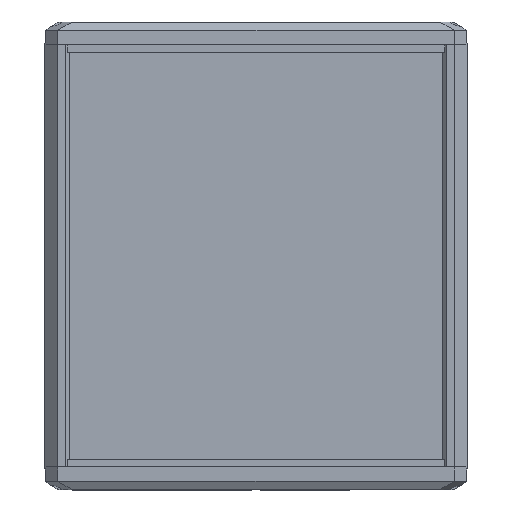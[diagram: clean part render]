
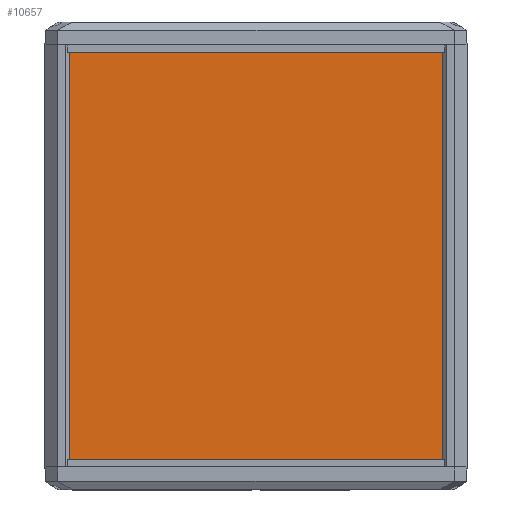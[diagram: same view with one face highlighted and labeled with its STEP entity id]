
A CAD part, top view. The second image highlights one B-rep face of the part: STEP entity #10657.
In plain terms, the highlighted face is planar.
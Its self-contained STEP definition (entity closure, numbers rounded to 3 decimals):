
#708=FACE_OUTER_BOUND('',#1252,.T.);
#1252=EDGE_LOOP('',(#8032,#8033,#8034,#8035));
#2442=LINE('',#16135,#3622);
#2443=LINE('',#16137,#3623);
#2444=LINE('',#16139,#3624);
#2445=LINE('',#16140,#3625);
#3622=VECTOR('',#13043,10.);
#3623=VECTOR('',#13044,10.);
#3624=VECTOR('',#13045,10.);
#3625=VECTOR('',#13046,10.);
#4676=VERTEX_POINT('',#16133);
#4677=VERTEX_POINT('',#16134);
#4678=VERTEX_POINT('',#16136);
#4679=VERTEX_POINT('',#16138);
#5908=EDGE_CURVE('',#4676,#4677,#2442,.T.);
#5909=EDGE_CURVE('',#4677,#4678,#2443,.T.);
#5910=EDGE_CURVE('',#4678,#4679,#2444,.T.);
#5911=EDGE_CURVE('',#4679,#4676,#2445,.T.);
#8032=ORIENTED_EDGE('',*,*,#5908,.T.);
#8033=ORIENTED_EDGE('',*,*,#5909,.T.);
#8034=ORIENTED_EDGE('',*,*,#5910,.T.);
#8035=ORIENTED_EDGE('',*,*,#5911,.T.);
#10229=PLANE('',#11405);
#10657=ADVANCED_FACE('',(#708),#10229,.T.);
#11405=AXIS2_PLACEMENT_3D('',#16132,#13041,#13042);
#13041=DIRECTION('center_axis',(0.,0.,-1.));
#13042=DIRECTION('ref_axis',(-1.,0.,0.));
#13043=DIRECTION('',(1.,0.,0.));
#13044=DIRECTION('',(0.,-1.,0.));
#13045=DIRECTION('',(-1.,0.,0.));
#13046=DIRECTION('',(0.,1.,0.));
#16132=CARTESIAN_POINT('Origin',(0.,0.,-1.));
#16133=CARTESIAN_POINT('',(-83.,74.4,-1.));
#16134=CARTESIAN_POINT('',(83.,74.4,-1.));
#16135=CARTESIAN_POINT('',(-83.,74.4,-1.));
#16136=CARTESIAN_POINT('',(83.,-74.4,-1.));
#16137=CARTESIAN_POINT('',(83.,74.4,-1.));
#16138=CARTESIAN_POINT('',(-83.,-74.4,-1.));
#16139=CARTESIAN_POINT('',(83.,-74.4,-1.));
#16140=CARTESIAN_POINT('',(-83.,-74.4,-1.));
